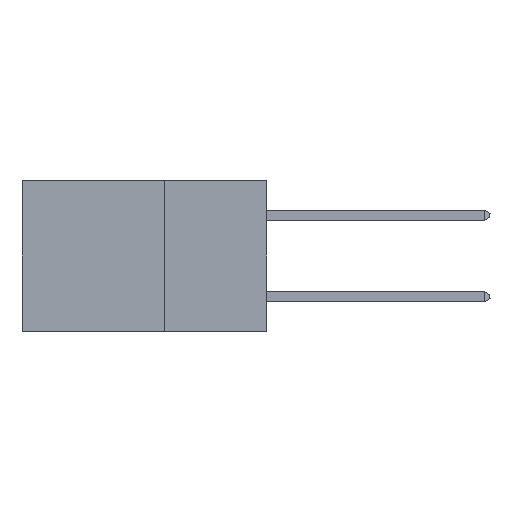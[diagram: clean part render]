
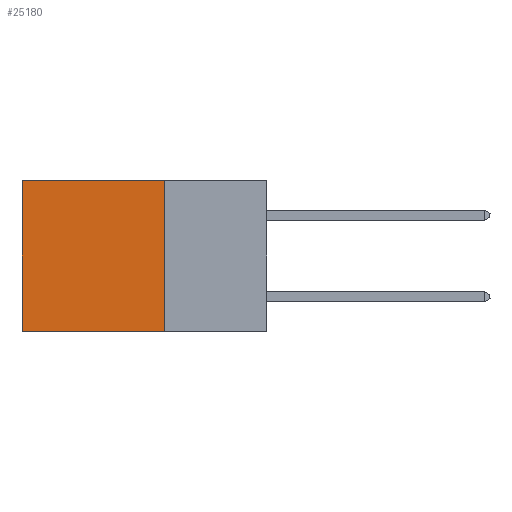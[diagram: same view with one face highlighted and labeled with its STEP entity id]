
A CAD part, left-side view. The second image highlights one B-rep face of the part: STEP entity #25180.
In plain terms, the highlighted planar face has unit normal (-1, 0, 0).
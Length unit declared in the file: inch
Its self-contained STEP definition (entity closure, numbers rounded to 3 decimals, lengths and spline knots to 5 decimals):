
#867 = LINE ( 'NONE', #2085, #7493 ) ;
#2085 = CARTESIAN_POINT ( 'NONE',  ( 0.2875, 0.25, 0. ) ) ;
#2470 = CARTESIAN_POINT ( 'NONE',  ( 0.2875, 0.25, 0. ) ) ;
#2672 = VERTEX_POINT ( 'NONE', #22992 ) ;
#3828 = VECTOR ( 'NONE', #13150, 39.37008 ) ;
#4984 = LINE ( 'NONE', #30709, #10616 ) ;
#5314 = DIRECTION ( 'NONE',  ( 0., 0., -1. ) ) ;
#5603 = CARTESIAN_POINT ( 'NONE',  ( 0.2875, 0.6, 0. ) ) ;
#7493 = VECTOR ( 'NONE', #26868, 39.37008 ) ;
#9569 = DIRECTION ( 'NONE',  ( 0., 1., 0. ) ) ;
#9864 = CARTESIAN_POINT ( 'NONE',  ( 0.2875, 0.25, 0. ) ) ;
#10509 = VERTEX_POINT ( 'NONE', #9864 ) ;
#10616 = VECTOR ( 'NONE', #11691, 39.37008 ) ;
#11217 = LINE ( 'NONE', #24017, #3828 ) ;
#11610 = ORIENTED_EDGE ( 'NONE', *, *, #17266, .F. ) ;
#11691 = DIRECTION ( 'NONE',  ( 0., 1., 0. ) ) ;
#12922 = VERTEX_POINT ( 'NONE', #5603 ) ;
#13150 = DIRECTION ( 'NONE',  ( 0., 0., -1. ) ) ;
#13304 = ORIENTED_EDGE ( 'NONE', *, *, #18949, .F. ) ;
#14345 = ORIENTED_EDGE ( 'NONE', *, *, #30549, .T. ) ;
#17266 = EDGE_CURVE ( 'NONE', #2672, #17791, #4984, .T. ) ;
#17710 = ORIENTED_EDGE ( 'NONE', *, *, #32256, .T. ) ;
#17791 = VERTEX_POINT ( 'NONE', #19612 ) ;
#18949 = EDGE_CURVE ( 'NONE', #10509, #2672, #867, .T. ) ;
#19612 = CARTESIAN_POINT ( 'NONE',  ( 0.2875, 0.6, -0.37 ) ) ;
#21651 = EDGE_LOOP ( 'NONE', ( #14345, #11610, #13304, #17710 ) ) ;
#21770 = DIRECTION ( 'NONE',  ( 1., 0., 0. ) ) ;
#22992 = CARTESIAN_POINT ( 'NONE',  ( 0.2875, 0.25, -0.37 ) ) ;
#23204 = CARTESIAN_POINT ( 'NONE',  ( 0.2875, 0.25, 0. ) ) ;
#24017 = CARTESIAN_POINT ( 'NONE',  ( 0.2875, 0.6, 0. ) ) ;
#24935 = AXIS2_PLACEMENT_3D ( 'NONE', #2470, #21770, #5314 ) ;
#25180 = ADVANCED_FACE ( 'NONE', ( #27724 ), #32518, .F. ) ;
#26868 = DIRECTION ( 'NONE',  ( 0., 0., -1. ) ) ;
#27724 = FACE_OUTER_BOUND ( 'NONE', #21651, .T. ) ;
#29839 = VECTOR ( 'NONE', #9569, 39.37008 ) ;
#30549 = EDGE_CURVE ( 'NONE', #12922, #17791, #11217, .T. ) ;
#30683 = LINE ( 'NONE', #23204, #29839 ) ;
#30709 = CARTESIAN_POINT ( 'NONE',  ( 0.2875, 0.25, -0.37 ) ) ;
#32256 = EDGE_CURVE ( 'NONE', #10509, #12922, #30683, .T. ) ;
#32518 = PLANE ( 'NONE',  #24935 ) ;
